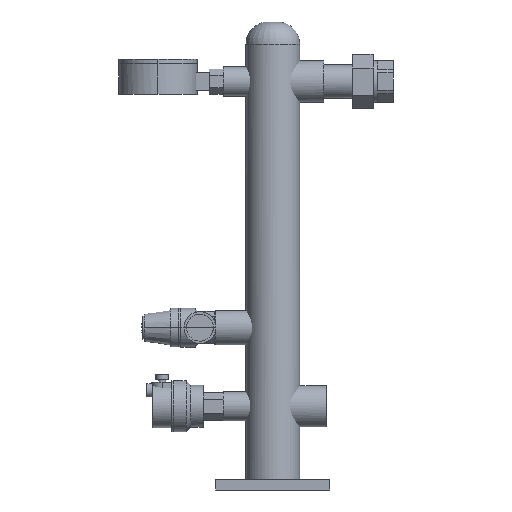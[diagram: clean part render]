
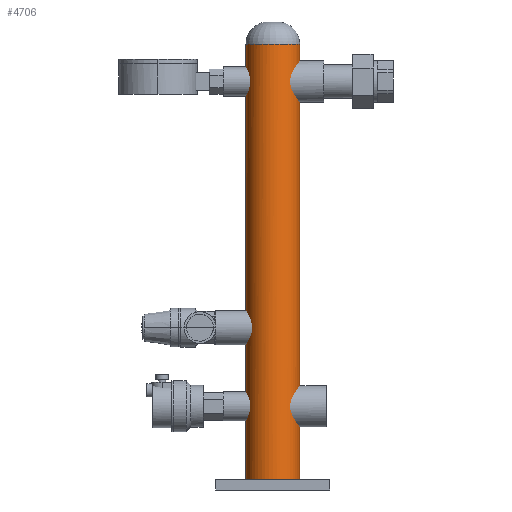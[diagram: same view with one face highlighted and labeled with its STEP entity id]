
A CAD part, left-side view. The second image highlights one B-rep face of the part: STEP entity #4706.
In plain terms, the highlighted cylindrical face has radius 21.2 mm (diameter 42.4 mm), a partial arc.
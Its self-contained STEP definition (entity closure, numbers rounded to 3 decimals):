
#4562=CARTESIAN_POINT('Vertex',(0.,-21.2,351.5)) ;
#4586=CARTESIAN_POINT('Vertex',(0.,21.2,351.5)) ;
#4612=CARTESIAN_POINT('Control Point',(0.,-21.2,351.5)) ;
#4613=CARTESIAN_POINT('Control Point',(-2.732,-21.201,351.5)) ;
#4614=CARTESIAN_POINT('Control Point',(-5.401,-20.758,351.5)) ;
#4615=CARTESIAN_POINT('Control Point',(-7.932,-19.926,351.5)) ;
#4616=CARTESIAN_POINT('Control Point',(-12.692,-17.499,351.5)) ;
#4617=CARTESIAN_POINT('Control Point',(-16.528,-13.681,351.5)) ;
#4618=CARTESIAN_POINT('Control Point',(-18.12,-11.485,351.5)) ;
#4619=CARTESIAN_POINT('Control Point',(-20.559,-6.679,351.5)) ;
#4620=CARTESIAN_POINT('Control Point',(-21.411,-1.361,351.5)) ;
#4621=CARTESIAN_POINT('Control Point',(-21.411,1.361,351.5)) ;
#4622=CARTESIAN_POINT('Control Point',(-20.559,6.679,351.5)) ;
#4623=CARTESIAN_POINT('Control Point',(-18.12,11.485,351.5)) ;
#4624=CARTESIAN_POINT('Control Point',(-16.528,13.681,351.5)) ;
#4625=CARTESIAN_POINT('Control Point',(-12.692,17.499,351.5)) ;
#4626=CARTESIAN_POINT('Control Point',(-7.932,19.926,351.5)) ;
#4627=CARTESIAN_POINT('Control Point',(-5.401,20.758,351.5)) ;
#4628=CARTESIAN_POINT('Control Point',(-2.732,21.201,351.5)) ;
#4629=CARTESIAN_POINT('Control Point',(0.,21.2,351.5)) ;
#4643=CARTESIAN_POINT('Control Point',(0.,-21.2,8.)) ;
#4644=CARTESIAN_POINT('Control Point',(0.,-21.2,351.5)) ;
#4645=CARTESIAN_POINT('Vertex',(0.,-21.2,8.)) ;
#4664=CARTESIAN_POINT('Vertex',(0.,21.2,8.)) ;
#4668=CARTESIAN_POINT('Control Point',(0.,21.2,351.5)) ;
#4669=CARTESIAN_POINT('Control Point',(0.,21.2,8.)) ;
#4678=CARTESIAN_POINT('Axis2P3D Location',(0.,0.,133.)) ;
#4684=CARTESIAN_POINT('Control Point',(0.,-21.2,8.)) ;
#4685=CARTESIAN_POINT('Control Point',(-3.33,-21.2,8.)) ;
#4686=CARTESIAN_POINT('Control Point',(-6.66,-20.546,8.)) ;
#4687=CARTESIAN_POINT('Control Point',(-9.819,-19.238,8.)) ;
#4688=CARTESIAN_POINT('Control Point',(-15.453,-15.453,8.)) ;
#4689=CARTESIAN_POINT('Control Point',(-19.238,-9.819,8.)) ;
#4690=CARTESIAN_POINT('Control Point',(-20.546,-6.66,8.)) ;
#4691=CARTESIAN_POINT('Control Point',(-21.854,0.,8.)) ;
#4692=CARTESIAN_POINT('Control Point',(-20.546,6.66,8.)) ;
#4693=CARTESIAN_POINT('Control Point',(-19.238,9.819,8.)) ;
#4694=CARTESIAN_POINT('Control Point',(-15.453,15.453,8.)) ;
#4695=CARTESIAN_POINT('Control Point',(-9.819,19.238,8.)) ;
#4696=CARTESIAN_POINT('Control Point',(-6.66,20.546,8.)) ;
#4697=CARTESIAN_POINT('Control Point',(-3.33,21.2,8.)) ;
#4698=CARTESIAN_POINT('Control Point',(0.,21.2,8.)) ;
#4679=DIRECTION('Axis2P3D Direction',(0.,0.,1.)) ;
#4680=DIRECTION('Axis2P3D XDirection',(0.,1.,0.)) ;
#4681=AXIS2_PLACEMENT_3D('Cylinder Axis2P3D',#4678,#4679,#4680) ;
#4682=CYLINDRICAL_SURFACE('generated cylinder',#4681,21.2) ;
#4630=EDGE_CURVE('',#4563,#4587,#4611,.T.) ;
#4647=EDGE_CURVE('',#4646,#4563,#4642,.T.) ;
#4670=EDGE_CURVE('',#4587,#4665,#4667,.T.) ;
#4699=EDGE_CURVE('',#4646,#4665,#4683,.T.) ;
#4701=ORIENTED_EDGE('',*,*,#4630,.T.) ;
#4702=ORIENTED_EDGE('',*,*,#4670,.T.) ;
#4703=ORIENTED_EDGE('',*,*,#4699,.F.) ;
#4704=ORIENTED_EDGE('',*,*,#4647,.T.) ;
#4700=EDGE_LOOP('',(#4701,#4702,#4703,#4704)) ;
#4563=VERTEX_POINT('',#4562) ;
#4587=VERTEX_POINT('',#4586) ;
#4646=VERTEX_POINT('',#4645) ;
#4665=VERTEX_POINT('',#4664) ;
#4706=ADVANCED_FACE('Solid18',(#4705),#4682,.T.) ;
#4611=B_SPLINE_CURVE_WITH_KNOTS('',5,(#4612,#4613,#4614,#4615,#4616,#4617,#4618,#4619,#4620,#4621,#4622,#4623,#4624,#4625,#4626,#4627,#4628,#4629),.UNSPECIFIED.,.F.,.U.,(6,3,3,3,3,6),(0.,0.2,0.4,0.6,0.8,1.),.UNSPECIFIED.) ;
#4642=B_SPLINE_CURVE_WITH_KNOTS('',1,(#4643,#4644),.UNSPECIFIED.,.F.,.U.,(2,2),(0.,1.127),.UNSPECIFIED.) ;
#4667=B_SPLINE_CURVE_WITH_KNOTS('',1,(#4668,#4669),.UNSPECIFIED.,.F.,.U.,(2,2),(0.,1.127),.UNSPECIFIED.) ;
#4683=B_SPLINE_CURVE_WITH_KNOTS('',5,(#4684,#4685,#4686,#4687,#4688,#4689,#4690,#4691,#4692,#4693,#4694,#4695,#4696,#4697,#4698),.UNSPECIFIED.,.F.,.U.,(6,3,3,3,6),(-3.142,-2.356,-1.571,-0.785,0.),.UNSPECIFIED.) ;
#4705=FACE_OUTER_BOUND('',#4700,.T.) ;
